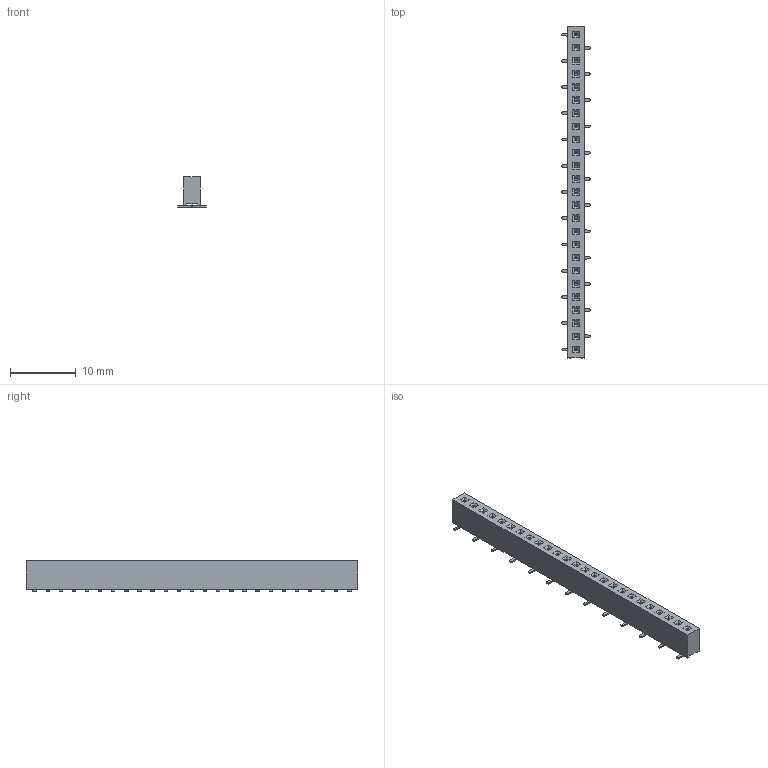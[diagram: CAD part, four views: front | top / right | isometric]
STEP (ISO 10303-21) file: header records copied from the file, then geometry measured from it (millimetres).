
FILE_DESCRIPTION(/* description */ ('model of PinSocket_1x25_P2.00mm_Vertical_SMD_Pin1Left'),/* implementation_level */ '2;1');
FILE_NAME(/* name */ 'PinSocket_1x25_P2.00mm_Vertical_SMD_Pin1Left.step',/* time_stamp */ '2017-11-27T01:40:21',/* author */ ('Terje Io','https://github.com/terjeio'),/* organization */ ('FreeCAD'),/* preprocessor_version */ 'OCC',/* originating_system */ 'kicad StepUp',/* authorisation */ '');
FILE_SCHEMA(('AUTOMOTIVE_DESIGN_CC2 { 1 2 10303 214 -1 1 5 4 }'));
Length unit declared in the file: millimetre
Products named in the file (1): PinSocket_1x25_P200mm_Vertical_SMD_Pin1Left
Bounding box: 4.3 x 50.6 x 4.6 mm (x, y, z)
Volume: 510.2 mm3; surface area: 996.1 mm2
Topology: 1 solids, 1 shells, 885 faces, 2224 edges, 1416 vertices
Faces by surface type: plane 810, cylinder 75
Entity records: 16950 total; most frequent: ORIENTED_EDGE 3636, EDGE_CURVE 2224, CARTESIAN_POINT 2095, LINE 1972, VERTEX_POINT 1416, FACE_BOUND 960, EDGE_LOOP 960, AXIS2_PLACEMENT_3D 885
